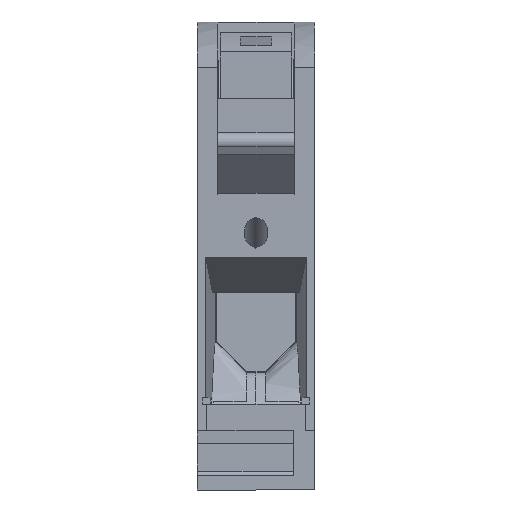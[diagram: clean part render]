
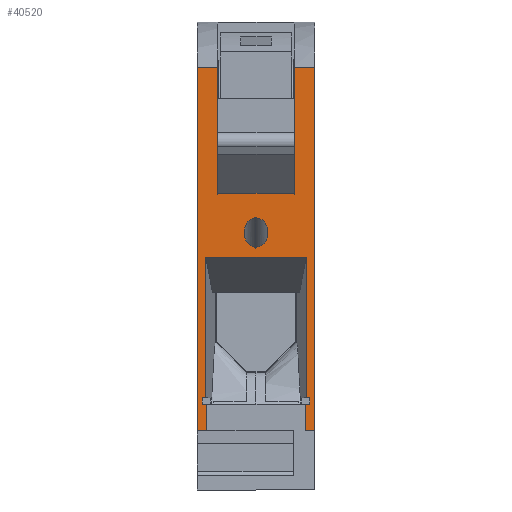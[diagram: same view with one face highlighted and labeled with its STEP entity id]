
A CAD part, front view. The second image highlights one B-rep face of the part: STEP entity #40520.
In plain terms, the highlighted face is planar.
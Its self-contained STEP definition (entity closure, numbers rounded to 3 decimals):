
#3300=CARTESIAN_POINT('',(-46.016,-81.617,
0.));
#3310=VERTEX_POINT('',#3300);
#3340=CARTESIAN_POINT('',(-46.016,-49.182,
0.));
#3350=DIRECTION('',(0.,1.,0.));
#3360=VECTOR('',#3350,1.);
#3370=LINE('',#3340,#3360);
#3380=CARTESIAN_POINT('',(-46.016,-4.161,
0.));
#3390=VERTEX_POINT('',#3380);
#3400=EDGE_CURVE('',#3310,#3390,#3370,.T.);
#5330=CARTESIAN_POINT('',(-46.016,-4.161,
-23.));
#5340=VERTEX_POINT('',#5330);
#5510=CARTESIAN_POINT('',(-46.016,-9.846,
-23.));
#5520=VERTEX_POINT('',#5510);
#5550=CARTESIAN_POINT('',(-46.016,0.,
-23.));
#5560=DIRECTION('',(0.,1.,0.));
#5570=VECTOR('',#5560,1.);
#5580=LINE('',#5550,#5570);
#5590=EDGE_CURVE('',#5520,#5340,#5580,.T.);
#7620=CARTESIAN_POINT('',(-46.016,-9.846,
-2.));
#7630=VERTEX_POINT('',#7620);
#7780=CARTESIAN_POINT('',(-46.016,-4.161,
-2.));
#7790=VERTEX_POINT('',#7780);
#7820=CARTESIAN_POINT('',(-46.016,0.,
-2.));
#7830=DIRECTION('',(0.,1.,0.));
#7840=VECTOR('',#7830,1.);
#7850=LINE('',#7820,#7840);
#7860=EDGE_CURVE('',#7630,#7790,#7850,.T.);
#11710=CARTESIAN_POINT('',(-46.016,-9.846,
-24.));
#11720=VERTEX_POINT('',#11710);
#11750=CARTESIAN_POINT('',(-46.016,-9.846,
0.));
#11760=DIRECTION('',(0.,0.,-1.));
#11770=VECTOR('',#11760,1.);
#11780=LINE('',#11750,#11770);
#11790=EDGE_CURVE('',#5520,#11720,#11780,.T.);
#11890=CARTESIAN_POINT('',(-46.016,-9.846,
-1.));
#11900=VERTEX_POINT('',#11890);
#11910=EDGE_CURVE('',#11900,#7630,#11780,.T.);
#12310=CARTESIAN_POINT('',(-46.016,0.,
-1.));
#12320=DIRECTION('',(0.,-1.,0.));
#12330=VECTOR('',#12320,1.);
#12340=LINE('',#12310,#12330);
#12350=CARTESIAN_POINT('',(-46.016,-11.246,
-1.));
#12360=VERTEX_POINT('',#12350);
#12370=EDGE_CURVE('',#11900,#12360,#12340,.T.);
#13040=CARTESIAN_POINT('',(-46.016,-11.246,
-1.757));
#13050=VERTEX_POINT('',#13040);
#13080=CARTESIAN_POINT('',(-46.016,0.,
-1.757));
#13090=DIRECTION('',(0.,1.,0.));
#13100=VECTOR('',#13090,1.);
#13110=LINE('',#13080,#13100);
#13120=CARTESIAN_POINT('',(-46.016,-41.126,
-1.757));
#13130=VERTEX_POINT('',#13120);
#13140=EDGE_CURVE('',#13130,#13050,#13110,.T.);
#19380=CARTESIAN_POINT('',(-46.016,-41.126,
-23.243));
#19390=VERTEX_POINT('',#19380);
#19420=CARTESIAN_POINT('',(-46.016,0.,
-23.243));
#19430=DIRECTION('',(0.,1.,0.));
#19440=VECTOR('',#19430,1.);
#19450=LINE('',#19420,#19440);
#19460=CARTESIAN_POINT('',(-46.016,-11.246,
-23.243));
#19470=VERTEX_POINT('',#19460);
#19480=EDGE_CURVE('',#19390,#19470,#19450,.T.);
#19920=CARTESIAN_POINT('',(-46.016,-11.246,
-24.));
#19930=VERTEX_POINT('',#19920);
#19960=CARTESIAN_POINT('',(-46.016,0.,
-24.));
#19970=DIRECTION('',(0.,-1.,0.));
#19980=VECTOR('',#19970,1.);
#19990=LINE('',#19960,#19980);
#20000=EDGE_CURVE('',#11720,#19930,#19990,.T.);
#20440=CARTESIAN_POINT('',(-46.016,-11.246,
0.));
#20450=DIRECTION('',(0.,0.,-1.));
#20460=VECTOR('',#20450,1.);
#20470=LINE('',#20440,#20460);
#20480=EDGE_CURVE('',#19470,#19930,#20470,.T.);
#25790=CARTESIAN_POINT('',(-46.016,-41.126,
0.));
#25800=DIRECTION('',(0.,0.,-1.));
#25810=VECTOR('',#25800,1.);
#25820=LINE('',#25790,#25810);
#25830=EDGE_CURVE('',#13130,#19390,#25820,.T.);
#28510=CARTESIAN_POINT('',(-46.016,-4.161,
-25.));
#28520=VERTEX_POINT('',#28510);
#28550=CARTESIAN_POINT('',(-46.016,0.,
-25.));
#28560=DIRECTION('',(0.,1.,0.));
#28570=VECTOR('',#28560,1.);
#28580=LINE('',#28550,#28570);
#28590=CARTESIAN_POINT('',(-46.016,-81.617,
-25.));
#28600=VERTEX_POINT('',#28590);
#28610=EDGE_CURVE('',#28600,#28520,#28580,.T.);
#37700=CARTESIAN_POINT('',(-46.016,-4.161,
0.));
#37710=DIRECTION('',(0.,0.,1.));
#37720=VECTOR('',#37710,1.);
#37730=LINE('',#37700,#37720);
#37740=EDGE_CURVE('',#7790,#3390,#37730,.T.);
#38510=EDGE_CURVE('',#28520,#5340,#37730,.T.);
#39720=CARTESIAN_POINT('',(-46.016,-81.617,
0.));
#39730=DIRECTION('',(1.,0.,0.));
#39740=DIRECTION('',(0.,-1.,0.));
#39750=AXIS2_PLACEMENT_3D('',#39720,#39730,#39740);
#39760=PLANE('',#39750);
#39770=CARTESIAN_POINT('',(-46.016,-46.436,
-12.5));
#39780=DIRECTION('',(1.,0.,0.));
#39790=DIRECTION('',(0.,-1.,0.));
#39800=AXIS2_PLACEMENT_3D('',#39770,#39780,#39790);
#39810=ELLIPSE('',#39800,3.113,2.55);
#39820=CARTESIAN_POINT('',(-46.016,-43.323,
-12.5));
#39830=VERTEX_POINT('',#39820);
#39840=CARTESIAN_POINT('',(-46.016,-49.549,
-12.5));
#39850=VERTEX_POINT('',#39840);
#39860=EDGE_CURVE('',#39830,#39850,#39810,.T.);
#39870=ORIENTED_EDGE('',*,*,#39860,.T.);
#39880=CARTESIAN_POINT('',(-46.016,-49.495,
-12.975));
#39890=VERTEX_POINT('',#39880);
#39900=EDGE_CURVE('',#39890,#39830,#39810,.T.);
#39910=ORIENTED_EDGE('',*,*,#39900,.T.);
#39920=EDGE_CURVE('',#39850,#39890,#39810,.T.);
#39930=ORIENTED_EDGE('',*,*,#39920,.T.);
#39940=EDGE_LOOP('',(#39930,#39910,#39870));
#39950=FACE_BOUND('',#39940,.T.);
#39960=ORIENTED_EDGE('',*,*,#5590,.T.);
#39970=ORIENTED_EDGE('',*,*,#11790,.F.);
#39980=ORIENTED_EDGE('',*,*,#20000,.F.);
#39990=ORIENTED_EDGE('',*,*,#20480,.T.);
#40000=ORIENTED_EDGE('',*,*,#19480,.T.);
#40010=ORIENTED_EDGE('',*,*,#25830,.T.);
#40020=ORIENTED_EDGE('',*,*,#13140,.F.);
#40030=CARTESIAN_POINT('',(-46.016,-11.246,
0.));
#40040=DIRECTION('',(0.,0.,-1.));
#40050=VECTOR('',#40040,1.);
#40060=LINE('',#40030,#40050);
#40070=EDGE_CURVE('',#12360,#13050,#40060,.T.);
#40080=ORIENTED_EDGE('',*,*,#40070,.T.);
#40090=ORIENTED_EDGE('',*,*,#12370,.T.);
#40100=ORIENTED_EDGE('',*,*,#11910,.F.);
#40110=ORIENTED_EDGE('',*,*,#7860,.F.);
#40120=ORIENTED_EDGE('',*,*,#37740,.F.);
#40130=ORIENTED_EDGE('',*,*,#3400,.T.);
#40140=CARTESIAN_POINT('',(-46.016,-81.617,
0.));
#40150=DIRECTION('',(0.,0.,-1.));
#40160=VECTOR('',#40150,1.);
#40170=LINE('',#40140,#40160);
#40180=CARTESIAN_POINT('',(-46.016,-81.617,
-4.35));
#40190=VERTEX_POINT('',#40180);
#40200=EDGE_CURVE('',#3310,#40190,#40170,.T.);
#40210=ORIENTED_EDGE('',*,*,#40200,.F.);
#40220=CARTESIAN_POINT('',(-46.016,0.,
-4.35));
#40230=DIRECTION('',(0.,1.,0.));
#40240=VECTOR('',#40230,1.);
#40250=LINE('',#40220,#40240);
#40260=CARTESIAN_POINT('',(-46.016,-54.848,
-4.35));
#40270=VERTEX_POINT('',#40260);
#40280=EDGE_CURVE('',#40190,#40270,#40250,.T.);
#40290=ORIENTED_EDGE('',*,*,#40280,.F.);
#40300=CARTESIAN_POINT('',(-46.016,-54.848,
0.));
#40310=DIRECTION('',(0.,0.,1.));
#40320=VECTOR('',#40310,1.);
#40330=LINE('',#40300,#40320);
#40340=CARTESIAN_POINT('',(-46.016,-54.848,
-20.65));
#40350=VERTEX_POINT('',#40340);
#40360=EDGE_CURVE('',#40350,#40270,#40330,.T.);
#40370=ORIENTED_EDGE('',*,*,#40360,.T.);
#40380=CARTESIAN_POINT('',(-46.016,0.,
-20.65));
#40390=DIRECTION('',(0.,-1.,0.));
#40400=VECTOR('',#40390,1.);
#40410=LINE('',#40380,#40400);
#40420=CARTESIAN_POINT('',(-46.016,-81.617,
-20.65));
#40430=VERTEX_POINT('',#40420);
#40440=EDGE_CURVE('',#40350,#40430,#40410,.T.);
#40450=ORIENTED_EDGE('',*,*,#40440,.F.);
#40460=EDGE_CURVE('',#40430,#28600,#40170,.T.);
#40470=ORIENTED_EDGE('',*,*,#40460,.F.);
#40480=ORIENTED_EDGE('',*,*,#28610,.F.);
#40490=ORIENTED_EDGE('',*,*,#38510,.F.);
#40500=EDGE_LOOP('',(#40490,#40480,#40470,#40450,#40370,#40290,#40210,
#40130,#40120,#40110,#40100,#40090,#40080,#40020,#40010,#40000,#39990,
#39980,#39970,#39960));
#40510=FACE_OUTER_BOUND('',#40500,.T.);
#40520=ADVANCED_FACE('',(#39950,#40510),#39760,.F.);
